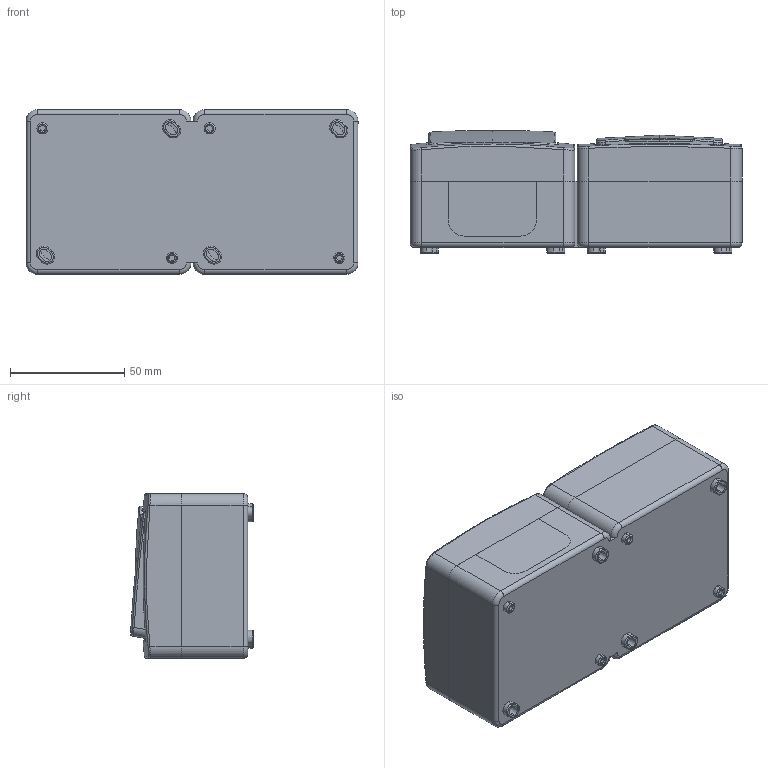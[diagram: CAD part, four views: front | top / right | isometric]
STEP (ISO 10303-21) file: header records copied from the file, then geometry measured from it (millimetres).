
FILE_DESCRIPTION (( 'STEP AP203' ), '1' );
FILE_NAME ('EBGMP20-K03-31-54-EC ÁÃá-22-31-ÃÏÁä áëîê âûêë 1êë_ðîçåòêà 1ì ñ ç_ê î_ó IP54 ÃÅÐÌÅÑ PLUS (êë.áåë._êð.äûì.).STEP', '2016-11-24T12:10:20', ( '' ), ( '' ), 'SwSTEP 2.0', 'SolidWorks 2014', '' );
FILE_SCHEMA (( 'CONFIG_CONTROL_DESIGN' ));
Length unit declared in the file: millimetre
Products named in the file (2): EBGMP20-K03-31-54-EC ÁÃá-22-31-ÃÏÁä áëîê âûêë 1êë_ðîçåòêà 1ì ñ ç_ê î_ó  IP54 ÃÅÐÌÅÑ PLUS (êë.áåë._êð.äûì.)
Bounding box: 145 x 53.7 x 72 mm (x, y, z)
Volume: 114002.6 mm3; surface area: 136475.7 mm2
Topology: 7 solids, 7 shells, 819 faces, 2123 edges, 1354 vertices
Faces by surface type: plane 383, cylinder 283, torus 82, bspline 51, sphere 20
Entity records: 28275 total; most frequent: CARTESIAN_POINT 8045, ORIENTED_EDGE 4230, DIRECTION 4207, EDGE_CURVE 2115, AXIS2_PLACEMENT_3D 1516, VERTEX_POINT 1354, LINE 1175, VECTOR 1175
